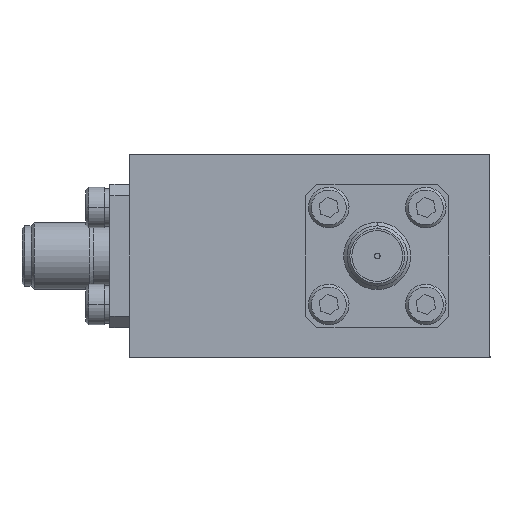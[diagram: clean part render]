
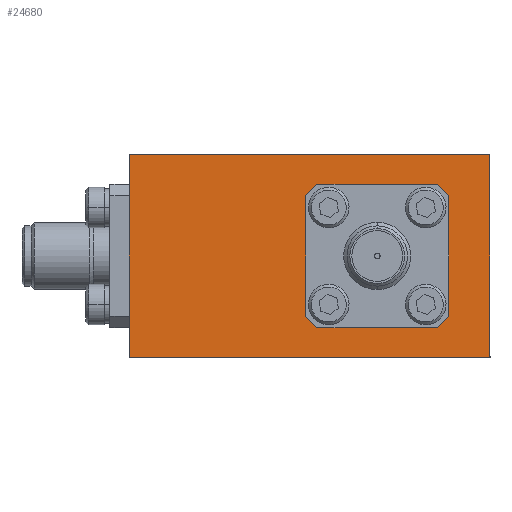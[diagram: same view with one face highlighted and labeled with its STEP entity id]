
A CAD part, left-side view. The second image highlights one B-rep face of the part: STEP entity #24680.
In plain terms, the highlighted planar face has unit normal (-1, 0, 0).
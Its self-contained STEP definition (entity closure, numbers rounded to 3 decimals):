
#641 = VECTOR ( 'NONE', #7897, 1000. ) ;
#1558 = VERTEX_POINT ( 'NONE', #25918 ) ;
#1715 = ORIENTED_EDGE ( 'NONE', *, *, #8747, .F. ) ;
#2020 = DIRECTION ( 'NONE',  ( 0., 0.707, -0.707 ) ) ;
#2071 = CARTESIAN_POINT ( 'NONE',  ( 32.474, 62.005, -18. ) ) ;
#2630 = VERTEX_POINT ( 'NONE', #10078 ) ;
#2848 = VERTEX_POINT ( 'NONE', #16855 ) ;
#2856 = DIRECTION ( 'NONE',  ( 0., 0., -1. ) ) ;
#3049 = ORIENTED_EDGE ( 'NONE', *, *, #24843, .F. ) ;
#3063 = FACE_OUTER_BOUND ( 'NONE', #6626, .T. ) ;
#3459 = EDGE_CURVE ( 'NONE', #21288, #13064, #18362, .T. ) ;
#3588 = LINE ( 'NONE', #11961, #14049 ) ;
#3901 = LINE ( 'NONE', #12010, #641 ) ;
#4728 = EDGE_CURVE ( 'NONE', #6985, #13064, #3901, .T. ) ;
#4757 = EDGE_CURVE ( 'NONE', #21273, #5484, #19748, .T. ) ;
#4842 = VECTOR ( 'NONE', #24037, 1000. ) ;
#5066 = CARTESIAN_POINT ( 'NONE',  ( 32.474, 88.854, -14.15 ) ) ;
#5170 = LINE ( 'NONE', #25516, #12179 ) ;
#5484 = VERTEX_POINT ( 'NONE', #19918 ) ;
#5778 = CARTESIAN_POINT ( 'NONE',  ( 32.474, 94.005, -18. ) ) ;
#5813 = LINE ( 'NONE', #5066, #4842 ) ;
#6253 = LINE ( 'NONE', #18355, #16172 ) ;
#6626 = EDGE_LOOP ( 'NONE', ( #9444, #14734, #1715, #25788 ) ) ;
#6851 = CARTESIAN_POINT ( 'NONE',  ( 32.474, 78.354, -2.65 ) ) ;
#6973 = CARTESIAN_POINT ( 'NONE',  ( 32.474, 94.005, -18. ) ) ;
#6985 = VERTEX_POINT ( 'NONE', #24172 ) ;
#7200 = PLANE ( 'NONE',  #11909 ) ;
#7589 = VERTEX_POINT ( 'NONE', #19215 ) ;
#7897 = DIRECTION ( 'NONE',  ( 0., 0.707, 0.707 ) ) ;
#8229 = EDGE_LOOP ( 'NONE', ( #19369, #9724, #3049, #25989, #12382, #14810, #18595, #19302 ) ) ;
#8238 = DIRECTION ( 'NONE',  ( 0., 0., 1. ) ) ;
#8292 = VECTOR ( 'NONE', #16105, 1000. ) ;
#8747 = EDGE_CURVE ( 'NONE', #22840, #2848, #17076, .T. ) ;
#9444 = ORIENTED_EDGE ( 'NONE', *, *, #4757, .T. ) ;
#9724 = ORIENTED_EDGE ( 'NONE', *, *, #16552, .T. ) ;
#9997 = VERTEX_POINT ( 'NONE', #22547 ) ;
#10078 = CARTESIAN_POINT ( 'NONE',  ( 32.474, 77.354, -15.35 ) ) ;
#10263 = LINE ( 'NONE', #18388, #26040 ) ;
#10319 = CARTESIAN_POINT ( 'NONE',  ( 32.474, 77.354, -2.65 ) ) ;
#10456 = LINE ( 'NONE', #18585, #19425 ) ;
#10713 = DIRECTION ( 'NONE',  ( 0., -1., 0. ) ) ;
#10928 = CARTESIAN_POINT ( 'NONE',  ( 32.474, 62.005, -18. ) ) ;
#11227 = VECTOR ( 'NONE', #12823, 1000. ) ;
#11315 = LINE ( 'NONE', #11965, #22828 ) ;
#11569 = DIRECTION ( 'NONE',  ( 0., -1., 0. ) ) ;
#11838 = DIRECTION ( 'NONE',  ( 0., 1., 0. ) ) ;
#11902 = EDGE_CURVE ( 'NONE', #21273, #22840, #11315, .T. ) ;
#11909 = AXIS2_PLACEMENT_3D ( 'NONE', #10928, #17039, #17440 ) ;
#11961 = CARTESIAN_POINT ( 'NONE',  ( 32.474, 78.354, -15.35 ) ) ;
#11965 = CARTESIAN_POINT ( 'NONE',  ( 32.474, 62.005, -18. ) ) ;
#12010 = CARTESIAN_POINT ( 'NONE',  ( 32.474, 77.154, 7.85 ) ) ;
#12179 = VECTOR ( 'NONE', #13281, 1000. ) ;
#12180 = EDGE_CURVE ( 'NONE', #2630, #1558, #5170, .T. ) ;
#12382 = ORIENTED_EDGE ( 'NONE', *, *, #21355, .F. ) ;
#12823 = DIRECTION ( 'NONE',  ( 0., 0., 1. ) ) ;
#13064 = VERTEX_POINT ( 'NONE', #19352 ) ;
#13281 = DIRECTION ( 'NONE',  ( 0., 0.707, 0.707 ) ) ;
#13624 = CARTESIAN_POINT ( 'NONE',  ( 32.474, 62.005, -18. ) ) ;
#13668 = VERTEX_POINT ( 'NONE', #14782 ) ;
#14049 = VECTOR ( 'NONE', #11569, 1000. ) ;
#14734 = ORIENTED_EDGE ( 'NONE', *, *, #21231, .F. ) ;
#14782 = CARTESIAN_POINT ( 'NONE',  ( 32.474, 65.654, -14.35 ) ) ;
#14810 = ORIENTED_EDGE ( 'NONE', *, *, #18271, .F. ) ;
#16105 = DIRECTION ( 'NONE',  ( 0., -1., 0. ) ) ;
#16172 = VECTOR ( 'NONE', #8238, 1000. ) ;
#16499 = CARTESIAN_POINT ( 'NONE',  ( 32.474, 94.005, -2.65 ) ) ;
#16552 = EDGE_CURVE ( 'NONE', #13668, #7589, #10263, .T. ) ;
#16855 = CARTESIAN_POINT ( 'NONE',  ( 32.474, 94.005, 0. ) ) ;
#17039 = DIRECTION ( 'NONE',  ( 1., 0., 0. ) ) ;
#17076 = LINE ( 'NONE', #6973, #11227 ) ;
#17440 = DIRECTION ( 'NONE',  ( 0., -1., 0. ) ) ;
#18271 = EDGE_CURVE ( 'NONE', #21288, #9997, #5813, .T. ) ;
#18355 = CARTESIAN_POINT ( 'NONE',  ( 32.474, 65.654, -2.65 ) ) ;
#18362 = LINE ( 'NONE', #16499, #8292 ) ;
#18388 = CARTESIAN_POINT ( 'NONE',  ( 32.474, 65.654, -14.35 ) ) ;
#18585 = CARTESIAN_POINT ( 'NONE',  ( 32.474, 0., 0. ) ) ;
#18595 = ORIENTED_EDGE ( 'NONE', *, *, #3459, .T. ) ;
#19215 = CARTESIAN_POINT ( 'NONE',  ( 32.474, 66.654, -15.35 ) ) ;
#19302 = ORIENTED_EDGE ( 'NONE', *, *, #4728, .F. ) ;
#19352 = CARTESIAN_POINT ( 'NONE',  ( 32.474, 66.654, -2.65 ) ) ;
#19369 = ORIENTED_EDGE ( 'NONE', *, *, #24867, .F. ) ;
#19425 = VECTOR ( 'NONE', #10713, 1000. ) ;
#19748 = LINE ( 'NONE', #13624, #26144 ) ;
#19918 = CARTESIAN_POINT ( 'NONE',  ( 32.474, 62.005, 0. ) ) ;
#20952 = LINE ( 'NONE', #6851, #23237 ) ;
#21231 = EDGE_CURVE ( 'NONE', #2848, #5484, #10456, .T. ) ;
#21273 = VERTEX_POINT ( 'NONE', #2071 ) ;
#21288 = VERTEX_POINT ( 'NONE', #10319 ) ;
#21355 = EDGE_CURVE ( 'NONE', #9997, #1558, #20952, .T. ) ;
#22547 = CARTESIAN_POINT ( 'NONE',  ( 32.474, 78.354, -3.65 ) ) ;
#22828 = VECTOR ( 'NONE', #11838, 1000. ) ;
#22840 = VERTEX_POINT ( 'NONE', #5778 ) ;
#23035 = FACE_BOUND ( 'NONE', #8229, .T. ) ;
#23237 = VECTOR ( 'NONE', #2856, 1000. ) ;
#24037 = DIRECTION ( 'NONE',  ( 0., 0.707, -0.707 ) ) ;
#24172 = CARTESIAN_POINT ( 'NONE',  ( 32.474, 65.654, -3.65 ) ) ;
#24253 = DIRECTION ( 'NONE',  ( 0., 0., 1. ) ) ;
#24680 = ADVANCED_FACE ( 'NONE', ( #3063, #23035 ), #7200, .F. ) ;
#24843 = EDGE_CURVE ( 'NONE', #2630, #7589, #3588, .T. ) ;
#24867 = EDGE_CURVE ( 'NONE', #13668, #6985, #6253, .T. ) ;
#25516 = CARTESIAN_POINT ( 'NONE',  ( 32.474, 77.354, -15.35 ) ) ;
#25788 = ORIENTED_EDGE ( 'NONE', *, *, #11902, .F. ) ;
#25918 = CARTESIAN_POINT ( 'NONE',  ( 32.474, 78.354, -14.35 ) ) ;
#25989 = ORIENTED_EDGE ( 'NONE', *, *, #12180, .T. ) ;
#26040 = VECTOR ( 'NONE', #2020, 1000. ) ;
#26144 = VECTOR ( 'NONE', #24253, 1000. ) ;
